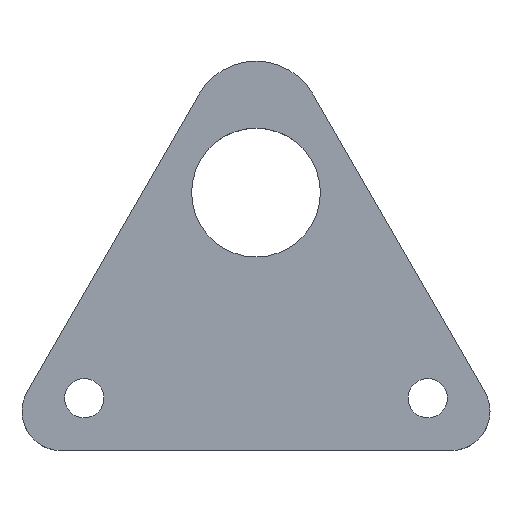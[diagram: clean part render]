
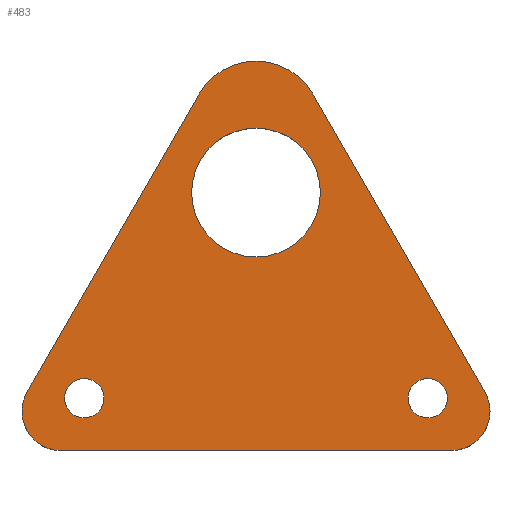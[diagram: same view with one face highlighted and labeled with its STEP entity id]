
A CAD part, top view. The second image highlights one B-rep face of the part: STEP entity #483.
In plain terms, the highlighted planar face has unit normal (0, 0, 1).
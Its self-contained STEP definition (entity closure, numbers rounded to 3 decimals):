
#2 = ORIENTED_EDGE ( 'NONE', *, *, #330, .F. ) ;
#5 = VERTEX_POINT ( 'NONE', #350 ) ;
#7 = VERTEX_POINT ( 'NONE', #58 ) ;
#14 = EDGE_CURVE ( 'NONE', #305, #216, #461, .T. ) ;
#20 = CARTESIAN_POINT ( 'NONE',  ( 0., 0., 4. ) ) ;
#24 = AXIS2_PLACEMENT_3D ( 'NONE', #472, #27, #348 ) ;
#27 = DIRECTION ( 'NONE',  ( 0., 0., 1. ) ) ;
#33 = EDGE_CURVE ( 'NONE', #390, #7, #59, .T. ) ;
#37 = CIRCLE ( 'NONE', #328, 1.5 ) ;
#42 = FACE_BOUND ( 'NONE', #95, .T. ) ;
#46 = DIRECTION ( 'NONE',  ( 1., 0., 0. ) ) ;
#50 = FACE_OUTER_BOUND ( 'NONE', #477, .T. ) ;
#54 = EDGE_CURVE ( 'NONE', #7, #390, #37, .T. ) ;
#55 = CARTESIAN_POINT ( 'NONE',  ( 33.072, 4., 4. ) ) ;
#56 = CARTESIAN_POINT ( 'NONE',  ( 20., 19.641, 4. ) ) ;
#58 = CARTESIAN_POINT ( 'NONE',  ( 8.428, 4., 4. ) ) ;
#59 = CIRCLE ( 'NONE', #24, 1.5 ) ;
#61 = DIRECTION ( 'NONE',  ( 1., 0., 0. ) ) ;
#63 = EDGE_CURVE ( 'NONE', #338, #418, #310, .T. ) ;
#70 = DIRECTION ( 'NONE',  ( 1., 0., 0. ) ) ;
#74 = ORIENTED_EDGE ( 'NONE', *, *, #63, .F. ) ;
#77 = CIRCLE ( 'NONE', #229, 4.9 ) ;
#78 = CARTESIAN_POINT ( 'NONE',  ( 24.9, 19.641, 4. ) ) ;
#79 = EDGE_CURVE ( 'NONE', #148, #151, #143, .T. ) ;
#86 = ORIENTED_EDGE ( 'NONE', *, *, #33, .F. ) ;
#93 = FACE_BOUND ( 'NONE', #387, .T. ) ;
#94 = ORIENTED_EDGE ( 'NONE', *, *, #54, .F. ) ;
#95 = EDGE_LOOP ( 'NONE', ( #285, #74 ) ) ;
#97 = DIRECTION ( 'NONE',  ( 0., 0., 1. ) ) ;
#100 = EDGE_CURVE ( 'NONE', #386, #530, #242, .T. ) ;
#102 = DIRECTION ( 'NONE',  ( 0., 0., 1. ) ) ;
#113 = CARTESIAN_POINT ( 'NONE',  ( 37.804, 3., 4. ) ) ;
#119 = VECTOR ( 'NONE', #406, 1000. ) ;
#130 = VECTOR ( 'NONE', #407, 1000. ) ;
#133 = CARTESIAN_POINT ( 'NONE',  ( 24.33, 27.141, 4. ) ) ;
#138 = VERTEX_POINT ( 'NONE', #113 ) ;
#143 = LINE ( 'NONE', #20, #170 ) ;
#148 = VERTEX_POINT ( 'NONE', #205 ) ;
#151 = VERTEX_POINT ( 'NONE', #197 ) ;
#165 = CARTESIAN_POINT ( 'NONE',  ( 15.1, 19.641, 4. ) ) ;
#170 = VECTOR ( 'NONE', #185, 1000. ) ;
#174 = FACE_BOUND ( 'NONE', #398, .T. ) ;
#185 = DIRECTION ( 'NONE',  ( 1., 0., 0. ) ) ;
#189 = AXIS2_PLACEMENT_3D ( 'NONE', #452, #485, #207 ) ;
#192 = EDGE_CURVE ( 'NONE', #151, #138, #445, .T. ) ;
#193 = CARTESIAN_POINT ( 'NONE',  ( 31.572, 4., 4. ) ) ;
#197 = CARTESIAN_POINT ( 'NONE',  ( 34.804, 0., 4. ) ) ;
#205 = CARTESIAN_POINT ( 'NONE',  ( 5.196, 0., 4. ) ) ;
#207 = DIRECTION ( 'NONE',  ( 1., 0., 0. ) ) ;
#209 = CARTESIAN_POINT ( 'NONE',  ( 30., 17.321, 4. ) ) ;
#216 = VERTEX_POINT ( 'NONE', #505 ) ;
#222 = PLANE ( 'NONE',  #521 ) ;
#224 = CARTESIAN_POINT ( 'NONE',  ( 15.67, 27.141, 4. ) ) ;
#229 = AXIS2_PLACEMENT_3D ( 'NONE', #456, #253, #70 ) ;
#238 = AXIS2_PLACEMENT_3D ( 'NONE', #55, #424, #46 ) ;
#241 = DIRECTION ( 'NONE',  ( 0., 0., 1. ) ) ;
#242 = LINE ( 'NONE', #284, #119 ) ;
#248 = CARTESIAN_POINT ( 'NONE',  ( 5.196, 3., 4. ) ) ;
#253 = DIRECTION ( 'NONE',  ( 0., 0., 1. ) ) ;
#255 = CIRCLE ( 'NONE', #511, 3. ) ;
#257 = ORIENTED_EDGE ( 'NONE', *, *, #415, .T. ) ;
#262 = DIRECTION ( 'NONE',  ( 1., 0., 0. ) ) ;
#264 = DIRECTION ( 'NONE',  ( 1., 0., 0. ) ) ;
#282 = ORIENTED_EDGE ( 'NONE', *, *, #319, .T. ) ;
#283 = CARTESIAN_POINT ( 'NONE',  ( 5.428, 4., 4. ) ) ;
#284 = CARTESIAN_POINT ( 'NONE',  ( 0., 0., 4. ) ) ;
#285 = ORIENTED_EDGE ( 'NONE', *, *, #464, .F. ) ;
#305 = VERTEX_POINT ( 'NONE', #193 ) ;
#310 = CIRCLE ( 'NONE', #488, 4.9 ) ;
#316 = ORIENTED_EDGE ( 'NONE', *, *, #397, .T. ) ;
#319 = EDGE_CURVE ( 'NONE', #138, #5, #255, .T. ) ;
#323 = ORIENTED_EDGE ( 'NONE', *, *, #100, .F. ) ;
#328 = AXIS2_PLACEMENT_3D ( 'NONE', #432, #97, #264 ) ;
#330 = EDGE_CURVE ( 'NONE', #523, #5, #375, .T. ) ;
#332 = DIRECTION ( 'NONE',  ( 1., 0., 0. ) ) ;
#338 = VERTEX_POINT ( 'NONE', #165 ) ;
#348 = DIRECTION ( 'NONE',  ( 1., 0., 0. ) ) ;
#350 = CARTESIAN_POINT ( 'NONE',  ( 37.402, 4.5, 4. ) ) ;
#352 = DIRECTION ( 'NONE',  ( 0., 0., 1. ) ) ;
#354 = AXIS2_PLACEMENT_3D ( 'NONE', #480, #352, #476 ) ;
#366 = DIRECTION ( 'NONE',  ( 1., 0., 0. ) ) ;
#375 = LINE ( 'NONE', #209, #130 ) ;
#377 = ORIENTED_EDGE ( 'NONE', *, *, #192, .T. ) ;
#385 = CIRCLE ( 'NONE', #420, 3. ) ;
#386 = VERTEX_POINT ( 'NONE', #484 ) ;
#387 = EDGE_LOOP ( 'NONE', ( #86, #94 ) ) ;
#388 = DIRECTION ( 'NONE',  ( 0., 0., 1. ) ) ;
#390 = VERTEX_POINT ( 'NONE', #283 ) ;
#394 = CIRCLE ( 'NONE', #238, 1.5 ) ;
#397 = EDGE_CURVE ( 'NONE', #523, #530, #412, .T. ) ;
#398 = EDGE_LOOP ( 'NONE', ( #427, #423 ) ) ;
#406 = DIRECTION ( 'NONE',  ( 0.5, 0.866, 0. ) ) ;
#407 = DIRECTION ( 'NONE',  ( 0.5, -0.866, 0. ) ) ;
#409 = CARTESIAN_POINT ( 'NONE',  ( 34.804, 3., 4. ) ) ;
#412 = CIRCLE ( 'NONE', #189, 5. ) ;
#413 = DIRECTION ( 'NONE',  ( 0., 0., 1. ) ) ;
#415 = EDGE_CURVE ( 'NONE', #386, #148, #385, .T. ) ;
#418 = VERTEX_POINT ( 'NONE', #78 ) ;
#420 = AXIS2_PLACEMENT_3D ( 'NONE', #248, #413, #332 ) ;
#423 = ORIENTED_EDGE ( 'NONE', *, *, #513, .F. ) ;
#424 = DIRECTION ( 'NONE',  ( 0., 0., 1. ) ) ;
#427 = ORIENTED_EDGE ( 'NONE', *, *, #14, .F. ) ;
#432 = CARTESIAN_POINT ( 'NONE',  ( 6.928, 4., 4. ) ) ;
#433 = DIRECTION ( 'NONE',  ( 0., 0., 1. ) ) ;
#437 = DIRECTION ( 'NONE',  ( 1., 0., 0. ) ) ;
#445 = CIRCLE ( 'NONE', #354, 3. ) ;
#452 = CARTESIAN_POINT ( 'NONE',  ( 20., 24.641, 4. ) ) ;
#456 = CARTESIAN_POINT ( 'NONE',  ( 20., 19.641, 4. ) ) ;
#459 = CARTESIAN_POINT ( 'NONE',  ( 0., 0., 4. ) ) ;
#461 = CIRCLE ( 'NONE', #487, 1.5 ) ;
#463 = ORIENTED_EDGE ( 'NONE', *, *, #79, .T. ) ;
#464 = EDGE_CURVE ( 'NONE', #418, #338, #77, .T. ) ;
#470 = CARTESIAN_POINT ( 'NONE',  ( 33.072, 4., 4. ) ) ;
#472 = CARTESIAN_POINT ( 'NONE',  ( 6.928, 4., 4. ) ) ;
#476 = DIRECTION ( 'NONE',  ( 1., 0., 0. ) ) ;
#477 = EDGE_LOOP ( 'NONE', ( #323, #257, #463, #377, #282, #2, #316 ) ) ;
#480 = CARTESIAN_POINT ( 'NONE',  ( 34.804, 3., 4. ) ) ;
#483 = ADVANCED_FACE ( 'NONE', ( #42, #174, #50, #93 ), #222, .T. ) ;
#484 = CARTESIAN_POINT ( 'NONE',  ( 2.598, 4.5, 4. ) ) ;
#485 = DIRECTION ( 'NONE',  ( 0., 0., 1. ) ) ;
#487 = AXIS2_PLACEMENT_3D ( 'NONE', #470, #102, #437 ) ;
#488 = AXIS2_PLACEMENT_3D ( 'NONE', #56, #433, #61 ) ;
#505 = CARTESIAN_POINT ( 'NONE',  ( 34.572, 4., 4. ) ) ;
#511 = AXIS2_PLACEMENT_3D ( 'NONE', #409, #241, #366 ) ;
#513 = EDGE_CURVE ( 'NONE', #216, #305, #394, .T. ) ;
#521 = AXIS2_PLACEMENT_3D ( 'NONE', #459, #388, #262 ) ;
#523 = VERTEX_POINT ( 'NONE', #133 ) ;
#530 = VERTEX_POINT ( 'NONE', #224 ) ;
